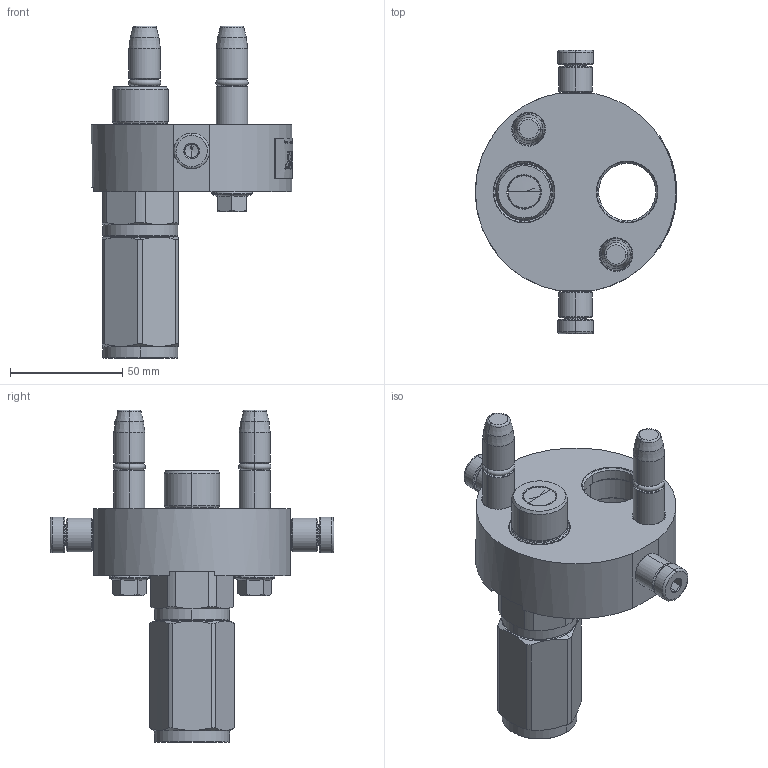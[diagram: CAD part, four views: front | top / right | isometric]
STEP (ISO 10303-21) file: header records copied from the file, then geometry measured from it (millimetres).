
FILE_DESCRIPTION (( 'STEP AP214' ), '1' );
FILE_NAME ('FASTER.step', '2021-01-18T11:06:59', ( '' ), ( '' ), 'SwSTEP 2.0', 'SolidWorks 2017', '' );
FILE_SCHEMA (( 'AUTOMOTIVE_DESIGN' ));
Length unit declared in the file: millimetre
Products named in the file (11): FASTER; 4830_013_3000_030; P208_M_BASE; 4830_028_1000_011; 4820_010_0000_021; 4830_021_0000_000; et002_tonda; or2_62x9_19_m; 3ffnp12_gas_m; 1540_080_0008_000
Assembly tree (15 placements, depth 3):
  FASTER
    P208_M_BASE
      4820_010_0000_021
      4830_021_0000_000  x2
      or2_62x9_19_m  x2
      1540_080_0008_000  x2
      4830_013_3000_030  x2
      4830_028_1000_011  x2
    3ffnp12_gas_m
      3ffnp12_gas_m
    et002_tonda
Bounding box: 89.8 x 126.6 x 148.2 mm (x, y, z)
Volume: 2880 mm3; surface area: 66073.7 mm2
Topology: 5 solids, 29 shells, 1436 faces, 3954 edges, 2585 vertices
Faces by surface type: plane 633, bspline 295, cylinder 246, cone 190, torus 72
Entity records: 51406 total; most frequent: CARTESIAN_POINT 17580, ORIENTED_EDGE 6811, DIRECTION 5135, EDGE_CURVE 3576, VERTEX_POINT 2361, VECTOR 1999, LINE 1999, AXIS2_PLACEMENT_3D 1568
